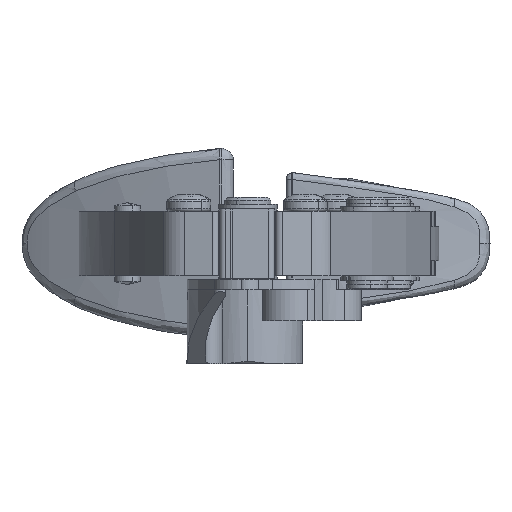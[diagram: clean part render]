
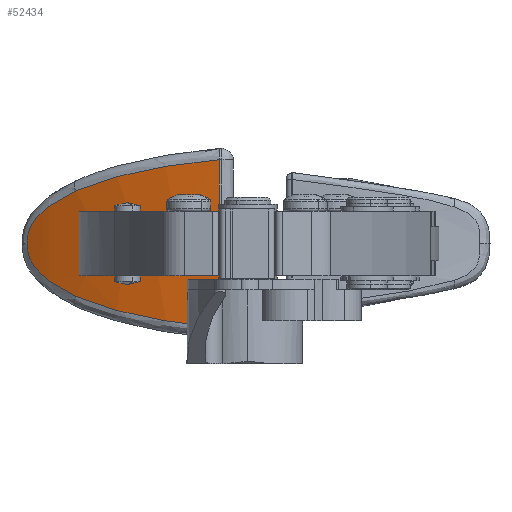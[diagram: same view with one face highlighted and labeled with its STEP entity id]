
A CAD part, left-side view. The second image highlights one B-rep face of the part: STEP entity #52434.
In plain terms, the highlighted cylindrical face has radius 95 mm (diameter 190 mm), a partial arc.
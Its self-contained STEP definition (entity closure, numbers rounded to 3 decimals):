
#52416=AXIS2_PLACEMENT_3D('Cylinder Axis2P3D',#52413,#52414,#52415) ;
#52420=AXIS2_PLACEMENT_3D('Circle Axis2P3D',#52418,#52419,$) ;
#1224=CARTESIAN_POINT('Vertex',(76.282,70.017,15.2)) ;
#1264=CARTESIAN_POINT('Vertex',(76.282,70.017,26.4)) ;
#1267=CARTESIAN_POINT('Line Origine',(76.282,70.017,25.4)) ;
#1303=CARTESIAN_POINT('Vertex',(68.129,46.915,35.34)) ;
#1306=CARTESIAN_POINT('Line Origine',(68.129,46.915,30.87)) ;
#1310=CARTESIAN_POINT('Vertex',(68.129,46.915,26.4)) ;
#8762=CARTESIAN_POINT('Vertex',(77.196,71.779,29.916)) ;
#8766=CARTESIAN_POINT('Control Point',(68.129,46.915,35.34)) ;
#8767=CARTESIAN_POINT('Control Point',(68.545,48.87,35.163)) ;
#8768=CARTESIAN_POINT('Control Point',(69.01,50.798,34.959)) ;
#8769=CARTESIAN_POINT('Control Point',(69.519,52.693,34.724)) ;
#8770=CARTESIAN_POINT('Control Point',(70.366,55.547,34.315)) ;
#8771=CARTESIAN_POINT('Control Point',(71.3,58.304,33.827)) ;
#8772=CARTESIAN_POINT('Control Point',(71.635,59.253,33.647)) ;
#8773=CARTESIAN_POINT('Control Point',(72.514,61.637,33.162)) ;
#8774=CARTESIAN_POINT('Control Point',(73.445,63.926,32.611)) ;
#8775=CARTESIAN_POINT('Control Point',(74.027,65.278,32.25)) ;
#8776=CARTESIAN_POINT('Control Point',(75.028,67.489,31.596)) ;
#8777=CARTESIAN_POINT('Control Point',(76.027,69.526,30.871)) ;
#8778=CARTESIAN_POINT('Control Point',(76.432,70.326,30.562)) ;
#8779=CARTESIAN_POINT('Control Point',(76.827,71.086,30.242)) ;
#8780=CARTESIAN_POINT('Control Point',(77.196,71.779,29.916)) ;
#11870=CARTESIAN_POINT('Vertex',(68.129,46.915,6.26)) ;
#12039=CARTESIAN_POINT('Line Origine',(68.129,46.915,10.73)) ;
#12043=CARTESIAN_POINT('Vertex',(68.129,46.915,15.2)) ;
#12518=CARTESIAN_POINT('Vertex',(77.196,71.779,11.684)) ;
#12522=CARTESIAN_POINT('Control Point',(77.196,71.779,11.684)) ;
#12523=CARTESIAN_POINT('Control Point',(77.878,73.058,12.286)) ;
#12524=CARTESIAN_POINT('Control Point',(78.547,74.256,12.914)) ;
#12525=CARTESIAN_POINT('Control Point',(79.192,75.361,13.571)) ;
#12526=CARTESIAN_POINT('Control Point',(79.989,76.678,14.487)) ;
#12527=CARTESIAN_POINT('Control Point',(80.66,77.749,15.453)) ;
#12528=CARTESIAN_POINT('Control Point',(80.819,78.001,15.697)) ;
#12529=CARTESIAN_POINT('Control Point',(81.462,79.009,16.758)) ;
#12530=CARTESIAN_POINT('Control Point',(81.922,79.703,17.876)) ;
#12531=CARTESIAN_POINT('Control Point',(82.151,80.042,18.752)) ;
#12532=CARTESIAN_POINT('Control Point',(82.274,80.224,19.725)) ;
#12533=CARTESIAN_POINT('Control Point',(82.272,80.221,20.8)) ;
#12534=CARTESIAN_POINT('Vertex',(82.272,80.221,20.8)) ;
#39722=CARTESIAN_POINT('Control Point',(68.129,46.915,6.26)) ;
#39723=CARTESIAN_POINT('Control Point',(68.545,48.87,6.437)) ;
#39724=CARTESIAN_POINT('Control Point',(69.01,50.798,6.641)) ;
#39725=CARTESIAN_POINT('Control Point',(69.519,52.693,6.876)) ;
#39726=CARTESIAN_POINT('Control Point',(70.366,55.547,7.285)) ;
#39727=CARTESIAN_POINT('Control Point',(71.3,58.304,7.773)) ;
#39728=CARTESIAN_POINT('Control Point',(71.635,59.253,7.953)) ;
#39729=CARTESIAN_POINT('Control Point',(72.514,61.637,8.438)) ;
#39730=CARTESIAN_POINT('Control Point',(73.445,63.926,8.989)) ;
#39731=CARTESIAN_POINT('Control Point',(74.027,65.278,9.35)) ;
#39732=CARTESIAN_POINT('Control Point',(75.028,67.489,10.004)) ;
#39733=CARTESIAN_POINT('Control Point',(76.027,69.526,10.729)) ;
#39734=CARTESIAN_POINT('Control Point',(76.432,70.326,11.038)) ;
#39735=CARTESIAN_POINT('Control Point',(76.827,71.086,11.358)) ;
#39736=CARTESIAN_POINT('Control Point',(77.196,71.779,11.684)) ;
#41969=CARTESIAN_POINT('Control Point',(77.196,71.779,29.916)) ;
#41970=CARTESIAN_POINT('Control Point',(77.799,72.909,29.384)) ;
#41971=CARTESIAN_POINT('Control Point',(78.391,73.976,28.832)) ;
#41972=CARTESIAN_POINT('Control Point',(78.966,74.972,28.257)) ;
#41973=CARTESIAN_POINT('Control Point',(79.79,76.354,27.348)) ;
#41974=CARTESIAN_POINT('Control Point',(80.502,77.499,26.386)) ;
#41975=CARTESIAN_POINT('Control Point',(80.73,77.862,26.05)) ;
#41976=CARTESIAN_POINT('Control Point',(81.437,78.972,24.906)) ;
#41977=CARTESIAN_POINT('Control Point',(81.93,79.714,23.696)) ;
#41978=CARTESIAN_POINT('Control Point',(82.154,80.046,22.825)) ;
#41979=CARTESIAN_POINT('Control Point',(82.274,80.224,21.864)) ;
#41980=CARTESIAN_POINT('Control Point',(82.272,80.221,20.8)) ;
#44564=CARTESIAN_POINT('Control Point',(68.129,46.915,15.2)) ;
#44565=CARTESIAN_POINT('Control Point',(69.153,51.721,15.2)) ;
#44566=CARTESIAN_POINT('Control Point',(70.488,56.46,15.2)) ;
#44567=CARTESIAN_POINT('Control Point',(72.127,61.106,15.2)) ;
#44568=CARTESIAN_POINT('Control Point',(74.063,65.634,15.2)) ;
#44569=CARTESIAN_POINT('Control Point',(76.282,70.017,15.2)) ;
#52413=CARTESIAN_POINT('Axis2P3D Location',(161.043,27.115,20.8)) ;
#52418=CARTESIAN_POINT('Axis2P3D Location',(161.043,27.115,26.4)) ;
#1268=DIRECTION('Vector Direction',(0.,0.,-1.)) ;
#1307=DIRECTION('Vector Direction',(0.,0.,1.)) ;
#12040=DIRECTION('Vector Direction',(0.,0.,1.)) ;
#52414=DIRECTION('Axis2P3D Direction',(0.,0.,1.)) ;
#52415=DIRECTION('Axis2P3D XDirection',(-0.769,0.64,0.)) ;
#52419=DIRECTION('Axis2P3D Direction',(0.,0.,1.)) ;
#1269=VECTOR('Line Direction',#1268,1.) ;
#1308=VECTOR('Line Direction',#1307,1.) ;
#12041=VECTOR('Line Direction',#12040,1.) ;
#52424=ORIENTED_EDGE('',*,*,#1312,.T.) ;
#52425=ORIENTED_EDGE('',*,*,#8781,.F.) ;
#52426=ORIENTED_EDGE('',*,*,#41981,.F.) ;
#52427=ORIENTED_EDGE('',*,*,#12536,.F.) ;
#52428=ORIENTED_EDGE('',*,*,#39737,.F.) ;
#52429=ORIENTED_EDGE('',*,*,#12045,.T.) ;
#52430=ORIENTED_EDGE('',*,*,#44570,.T.) ;
#52431=ORIENTED_EDGE('',*,*,#1271,.F.) ;
#52432=ORIENTED_EDGE('',*,*,#52422,.F.) ;
#52434=ADVANCED_FACE('Hauptk\X2\00F6\X0\rper',(#52433),#52417,.T.) ;
#8765=B_SPLINE_CURVE_WITH_KNOTS('',5,(#8766,#8767,#8768,#8769,#8770,#8771,#8772,#8773,#8774,#8775,#8776,#8777,#8778,#8779,#8780),.UNSPECIFIED.,.F.,.U.,(6,3,3,3,6),(93.928,103.23,108.205,115.926,121.296),.UNSPECIFIED.) ;
#12521=B_SPLINE_CURVE_WITH_KNOTS('',5,(#12522,#12523,#12524,#12525,#12526,#12527,#12528,#12529,#12530,#12531,#12532,#12533),.UNSPECIFIED.,.F.,.U.,(6,3,3,6),(105.64,112.154,114.317,121.463),.UNSPECIFIED.) ;
#39721=B_SPLINE_CURVE_WITH_KNOTS('',5,(#39722,#39723,#39724,#39725,#39726,#39727,#39728,#39729,#39730,#39731,#39732,#39733,#39734,#39735,#39736),.UNSPECIFIED.,.F.,.U.,(6,3,3,3,6),(93.928,103.23,108.205,115.926,121.296),.UNSPECIFIED.) ;
#41968=B_SPLINE_CURVE_WITH_KNOTS('',5,(#41969,#41970,#41971,#41972,#41973,#41974,#41975,#41976,#41977,#41978,#41979,#41980),.UNSPECIFIED.,.F.,.U.,(6,3,3,6),(105.635,111.388,114.386,121.454),.UNSPECIFIED.) ;
#44563=B_SPLINE_CURVE_WITH_KNOTS('',5,(#44564,#44565,#44566,#44567,#44568,#44569),.UNSPECIFIED.,.F.,.U.,(6,6),(0.,34.767),.UNSPECIFIED.) ;
#52421=CIRCLE('generated circle',#52420,95.) ;
#52417=CYLINDRICAL_SURFACE('generated cylinder',#52416,95.) ;
#1271=EDGE_CURVE('',#1265,#1225,#1270,.T.) ;
#1312=EDGE_CURVE('',#1311,#1304,#1309,.T.) ;
#8781=EDGE_CURVE('',#8763,#1304,#8765,.F.) ;
#12045=EDGE_CURVE('',#11871,#12044,#12042,.T.) ;
#12536=EDGE_CURVE('',#12519,#12535,#12521,.T.) ;
#39737=EDGE_CURVE('',#11871,#12519,#39721,.T.) ;
#41981=EDGE_CURVE('',#12535,#8763,#41968,.F.) ;
#44570=EDGE_CURVE('',#12044,#1225,#44563,.T.) ;
#52422=EDGE_CURVE('',#1311,#1265,#52421,.F.) ;
#52423=EDGE_LOOP('',(#52424,#52425,#52426,#52427,#52428,#52429,#52430,#52431,#52432)) ;
#52433=FACE_OUTER_BOUND('',#52423,.T.) ;
#1270=LINE('Line',#1267,#1269) ;
#1309=LINE('Line',#1306,#1308) ;
#12042=LINE('Line',#12039,#12041) ;
#1225=VERTEX_POINT('',#1224) ;
#1265=VERTEX_POINT('',#1264) ;
#1304=VERTEX_POINT('',#1303) ;
#1311=VERTEX_POINT('',#1310) ;
#8763=VERTEX_POINT('',#8762) ;
#11871=VERTEX_POINT('',#11870) ;
#12044=VERTEX_POINT('',#12043) ;
#12519=VERTEX_POINT('',#12518) ;
#12535=VERTEX_POINT('',#12534) ;
